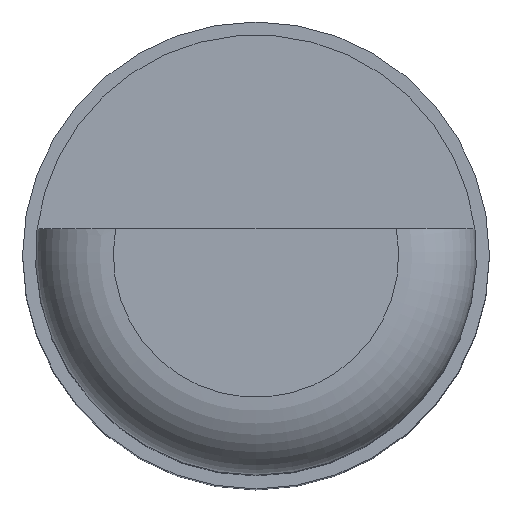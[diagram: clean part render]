
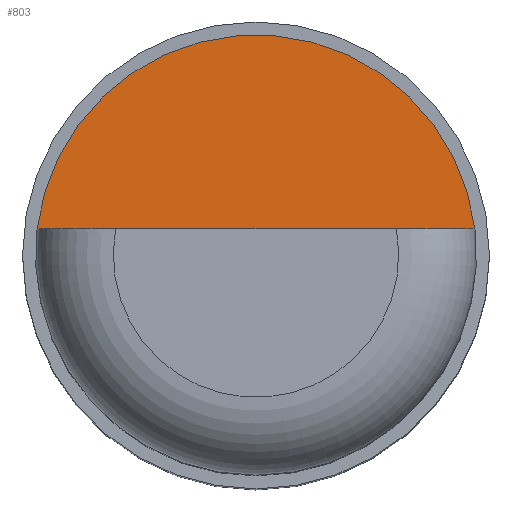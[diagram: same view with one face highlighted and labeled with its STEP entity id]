
A CAD part, top view. The second image highlights one B-rep face of the part: STEP entity #803.
In plain terms, the highlighted planar face has unit normal (0, 0, 1).
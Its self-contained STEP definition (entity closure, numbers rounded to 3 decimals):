
#347=DIRECTION('',(-1.,0.,0.));
#348=VECTOR('',#347,16.882);
#349=CARTESIAN_POINT('',(8.441,1.,1.));
#350=LINE('',#349,#348);
#376=CARTESIAN_POINT('',(0.,0.,1.));
#377=DIRECTION('',(0.,0.,1.));
#378=DIRECTION('',(0.993,0.118,0.));
#379=AXIS2_PLACEMENT_3D('',#376,#377,#378);
#429=CARTESIAN_POINT('',(8.441,1.,1.));
#430=CARTESIAN_POINT('',(-8.441,1.,1.));
#431=VERTEX_POINT('',#429);
#432=VERTEX_POINT('',#430);
#794=CARTESIAN_POINT('',(0.,0.,1.));
#795=DIRECTION('',(0.,0.,1.));
#796=DIRECTION('',(1.,0.,0.));
#797=AXIS2_PLACEMENT_3D('',#794,#795,#796);
#798=PLANE('',#797);
#799=ORIENTED_EDGE('',*,*,#778,.T.);
#800=ORIENTED_EDGE('',*,*,#729,.F.);
#801=EDGE_LOOP('',(#799,#800));
#802=FACE_OUTER_BOUND('',#801,.F.);
#803=ADVANCED_FACE('',(#802),#798,.T.);
#380=CIRCLE('',#379,8.5);
#729=EDGE_CURVE('',#431,#432,#380,.T.);
#778=EDGE_CURVE('',#431,#432,#350,.T.);
